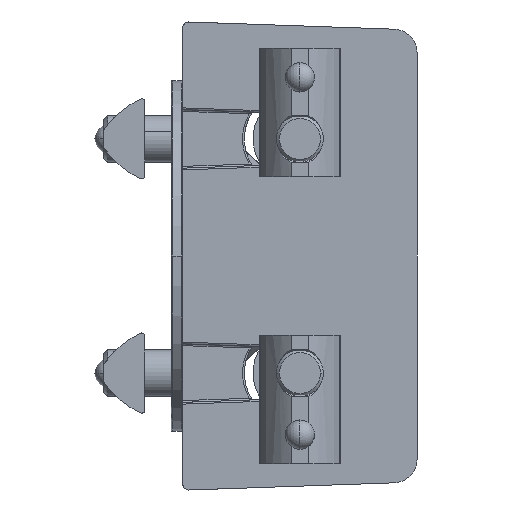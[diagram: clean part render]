
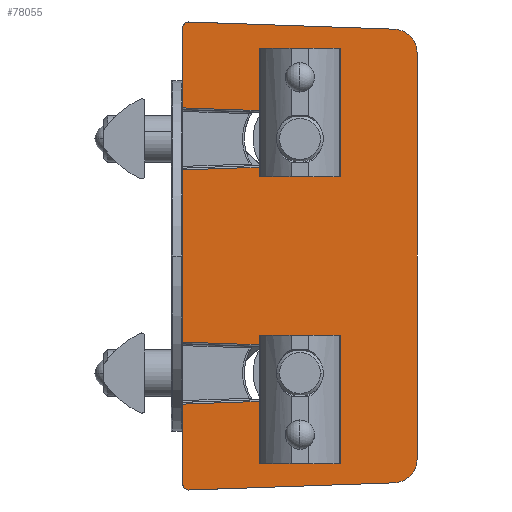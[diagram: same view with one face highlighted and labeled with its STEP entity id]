
A CAD part, front view. The second image highlights one B-rep face of the part: STEP entity #78055.
In plain terms, the highlighted planar face has unit normal (0, -1, 0).
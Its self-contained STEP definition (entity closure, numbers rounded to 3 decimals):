
#1480 = ORIENTED_EDGE ( 'NONE', *, *, #13945, .T. ) ;
#2456 = CIRCLE ( 'NONE', #51956, 1. ) ;
#2673 = ORIENTED_EDGE ( 'NONE', *, *, #94263, .T. ) ;
#2938 = CARTESIAN_POINT ( 'NONE',  ( -18.75, 0., 20. ) ) ;
#3009 = EDGE_CURVE ( 'NONE', #96277, #92272, #31284, .T. ) ;
#3021 = CARTESIAN_POINT ( 'NONE',  ( -3.86, 0., -38.738 ) ) ;
#4225 = CARTESIAN_POINT ( 'NONE',  ( 0.834, 0., 16.131 ) ) ;
#4257 = CARTESIAN_POINT ( 'NONE',  ( -40., 0., 38.964 ) ) ;
#4444 = VERTEX_POINT ( 'NONE', #93377 ) ;
#4556 = CARTESIAN_POINT ( 'NONE',  ( -40., 0., 40. ) ) ;
#4929 = ORIENTED_EDGE ( 'NONE', *, *, #37460, .T. ) ;
#6691 = CARTESIAN_POINT ( 'NONE',  ( 0., 0., 40. ) ) ;
#7642 = EDGE_CURVE ( 'NONE', #65294, #73931, #24767, .T. ) ;
#8077 = LINE ( 'NONE', #4556, #62035 ) ;
#8458 = ORIENTED_EDGE ( 'NONE', *, *, #51145, .T. ) ;
#8485 = DIRECTION ( 'NONE',  ( 0., -1., 0. ) ) ;
#8532 = CARTESIAN_POINT ( 'NONE',  ( -18.591, 0., 15.453 ) ) ;
#9049 = ORIENTED_EDGE ( 'NONE', *, *, #3009, .T. ) ;
#9157 = LINE ( 'NONE', #70339, #94673 ) ;
#10384 = CARTESIAN_POINT ( 'NONE',  ( -18.591, 0., -15.453 ) ) ;
#11017 = DIRECTION ( 'NONE',  ( -1., 0., 0. ) ) ;
#11321 = LINE ( 'NONE', #6691, #51501 ) ;
#11472 = VERTEX_POINT ( 'NONE', #34050 ) ;
#13945 = EDGE_CURVE ( 'NONE', #4444, #55694, #68061, .T. ) ;
#14640 = ORIENTED_EDGE ( 'NONE', *, *, #7642, .F. ) ;
#15423 = CARTESIAN_POINT ( 'NONE',  ( -4., 0., 34.74 ) ) ;
#16774 = CARTESIAN_POINT ( 'NONE',  ( -18.75, 0., -20. ) ) ;
#17198 = CARTESIAN_POINT ( 'NONE',  ( -39., 0., 38.964 ) ) ;
#18055 = DIRECTION ( 'NONE',  ( 0., 0., -1. ) ) ;
#19050 = EDGE_CURVE ( 'NONE', #48107, #73931, #102510, .T. ) ;
#20824 = DIRECTION ( 'NONE',  ( -0.999, 0., -0.035 ) ) ;
#22250 = DIRECTION ( 'NONE',  ( 0.999, 0., 0.035 ) ) ;
#23510 = DIRECTION ( 'NONE',  ( -1., 0., 0. ) ) ;
#24212 = VECTOR ( 'NONE', #75544, 1000. ) ;
#24767 = LINE ( 'NONE', #72398, #43580 ) ;
#24887 = DIRECTION ( 'NONE',  ( -1., 0., 0. ) ) ;
#25316 = DIRECTION ( 'NONE',  ( -1., 0., 0. ) ) ;
#25904 = VERTEX_POINT ( 'NONE', #83422 ) ;
#26061 = PLANE ( 'NONE',  #37480 ) ;
#28799 = VERTEX_POINT ( 'NONE', #31622 ) ;
#28826 = DIRECTION ( 'NONE',  ( 0., 0., -1. ) ) ;
#28954 = AXIS2_PLACEMENT_3D ( 'NONE', #92993, #44828, #101063 ) ;
#29497 = LINE ( 'NONE', #74222, #50795 ) ;
#31055 = ORIENTED_EDGE ( 'NONE', *, *, #37910, .T. ) ;
#31284 = CIRCLE ( 'NONE', #76456, 1. ) ;
#31622 = CARTESIAN_POINT ( 'NONE',  ( -40., 0., -14.705 ) ) ;
#31971 = FACE_OUTER_BOUND ( 'NONE', #93005, .T. ) ;
#32621 = DIRECTION ( 'NONE',  ( 0., -1., 0. ) ) ;
#34050 = CARTESIAN_POINT ( 'NONE',  ( -38.965, 0., -39.964 ) ) ;
#34134 = CARTESIAN_POINT ( 'NONE',  ( 0., 0., 40. ) ) ;
#34155 = CARTESIAN_POINT ( 'NONE',  ( -18.591, 0., -24.547 ) ) ;
#35119 = CARTESIAN_POINT ( 'NONE',  ( -40., 0., 14.705 ) ) ;
#36239 = DIRECTION ( 'NONE',  ( -0.999, 0., -0.035 ) ) ;
#37460 = EDGE_CURVE ( 'NONE', #65294, #96277, #2456, .T. ) ;
#37480 = AXIS2_PLACEMENT_3D ( 'NONE', #34134, #90326, #42168 ) ;
#37910 = EDGE_CURVE ( 'NONE', #60138, #70624, #79054, .T. ) ;
#38079 = VERTEX_POINT ( 'NONE', #3021 ) ;
#38473 = LINE ( 'NONE', #76991, #59781 ) ;
#39670 = ORIENTED_EDGE ( 'NONE', *, *, #51454, .T. ) ;
#42168 = DIRECTION ( 'NONE',  ( -1., 0., 0. ) ) ;
#43252 = CARTESIAN_POINT ( 'NONE',  ( -40., 0., 40. ) ) ;
#43580 = VECTOR ( 'NONE', #88575, 1000. ) ;
#44567 = CIRCLE ( 'NONE', #60948, 1. ) ;
#44828 = DIRECTION ( 'NONE',  ( 0., -1., 0. ) ) ;
#45558 = LINE ( 'NONE', #43252, #24212 ) ;
#45587 = CARTESIAN_POINT ( 'NONE',  ( -3.86, 0., 38.738 ) ) ;
#46784 = LINE ( 'NONE', #72079, #65613 ) ;
#48107 = VERTEX_POINT ( 'NONE', #50115 ) ;
#49212 = EDGE_CURVE ( 'NONE', #38079, #78976, #87470, .T. ) ;
#50055 = DIRECTION ( 'NONE',  ( 0.999, 0., -0.035 ) ) ;
#50115 = CARTESIAN_POINT ( 'NONE',  ( 0., 0., 34.74 ) ) ;
#50795 = VECTOR ( 'NONE', #18055, 1000. ) ;
#51145 = EDGE_CURVE ( 'NONE', #25904, #4444, #74566, .T. ) ;
#51454 = EDGE_CURVE ( 'NONE', #11472, #38079, #9157, .T. ) ;
#51501 = VECTOR ( 'NONE', #94894, 1000. ) ;
#51825 = EDGE_CURVE ( 'NONE', #53869, #84104, #45558, .T. ) ;
#51956 = AXIS2_PLACEMENT_3D ( 'NONE', #17198, #73384, #25316 ) ;
#52406 = VECTOR ( 'NONE', #36239, 1000. ) ;
#53869 = VERTEX_POINT ( 'NONE', #84147 ) ;
#55694 = VERTEX_POINT ( 'NONE', #8532 ) ;
#55698 = VECTOR ( 'NONE', #50055, 1000. ) ;
#56581 = CARTESIAN_POINT ( 'NONE',  ( -39., 0., -38.964 ) ) ;
#56903 = ORIENTED_EDGE ( 'NONE', *, *, #66423, .T. ) ;
#57402 = VERTEX_POINT ( 'NONE', #35119 ) ;
#59109 = DIRECTION ( 'NONE',  ( 0., 1., 0. ) ) ;
#59165 = CARTESIAN_POINT ( 'NONE',  ( -39., 0., 39.964 ) ) ;
#59657 = AXIS2_PLACEMENT_3D ( 'NONE', #15423, #71598, #23510 ) ;
#59781 = VECTOR ( 'NONE', #20824, 1000. ) ;
#60138 = VERTEX_POINT ( 'NONE', #10384 ) ;
#60948 = AXIS2_PLACEMENT_3D ( 'NONE', #56581, #8485, #64649 ) ;
#62035 = VECTOR ( 'NONE', #28826, 1000. ) ;
#63967 = DIRECTION ( 'NONE',  ( 0.999, 0., -0.035 ) ) ;
#64007 = ORIENTED_EDGE ( 'NONE', *, *, #103444, .F. ) ;
#64098 = AXIS2_PLACEMENT_3D ( 'NONE', #16774, #72957, #24887 ) ;
#64649 = DIRECTION ( 'NONE',  ( -1., 0., 0. ) ) ;
#65294 = VERTEX_POINT ( 'NONE', #82123 ) ;
#65613 = VECTOR ( 'NONE', #63967, 1000. ) ;
#65692 = ORIENTED_EDGE ( 'NONE', *, *, #78246, .T. ) ;
#66191 = CARTESIAN_POINT ( 'NONE',  ( -0.562, 0., 23.918 ) ) ;
#66423 = EDGE_CURVE ( 'NONE', #55694, #57402, #95203, .T. ) ;
#68061 = CIRCLE ( 'NONE', #78766, 4.55 ) ;
#70339 = CARTESIAN_POINT ( 'NONE',  ( -40., 0., -40. ) ) ;
#70624 = VERTEX_POINT ( 'NONE', #34155 ) ;
#71412 = ORIENTED_EDGE ( 'NONE', *, *, #101753, .T. ) ;
#71598 = DIRECTION ( 'NONE',  ( 0., -1., 0. ) ) ;
#72079 = CARTESIAN_POINT ( 'NONE',  ( -1.957, 0., -16.034 ) ) ;
#72398 = CARTESIAN_POINT ( 'NONE',  ( -40., 0., 40. ) ) ;
#72957 = DIRECTION ( 'NONE',  ( 0., 1., 0. ) ) ;
#73384 = DIRECTION ( 'NONE',  ( 0., -1., 0. ) ) ;
#73931 = VERTEX_POINT ( 'NONE', #45587 ) ;
#74222 = CARTESIAN_POINT ( 'NONE',  ( -40., 0., 40. ) ) ;
#74566 = LINE ( 'NONE', #66191, #55698 ) ;
#75544 = DIRECTION ( 'NONE',  ( 0., 0., -1. ) ) ;
#76456 = AXIS2_PLACEMENT_3D ( 'NONE', #80725, #32621, #88820 ) ;
#76991 = CARTESIAN_POINT ( 'NONE',  ( 2.229, 0., -23.82 ) ) ;
#77927 = EDGE_CURVE ( 'NONE', #84104, #11472, #44567, .T. ) ;
#78055 = ADVANCED_FACE ( 'NONE', ( #31971 ), #26061, .F. ) ;
#78246 = EDGE_CURVE ( 'NONE', #57402, #28799, #8077, .T. ) ;
#78490 = CARTESIAN_POINT ( 'NONE',  ( 0., 0., -34.74 ) ) ;
#78766 = AXIS2_PLACEMENT_3D ( 'NONE', #2938, #59109, #11017 ) ;
#78976 = VERTEX_POINT ( 'NONE', #78490 ) ;
#79054 = CIRCLE ( 'NONE', #64098, 4.55 ) ;
#79168 = EDGE_CURVE ( 'NONE', #92272, #25904, #29497, .T. ) ;
#80725 = CARTESIAN_POINT ( 'NONE',  ( -39., 0., 38.964 ) ) ;
#82123 = CARTESIAN_POINT ( 'NONE',  ( -38.965, 0., 39.964 ) ) ;
#83422 = CARTESIAN_POINT ( 'NONE',  ( -40., 0., 25.295 ) ) ;
#84104 = VERTEX_POINT ( 'NONE', #96459 ) ;
#84147 = CARTESIAN_POINT ( 'NONE',  ( -40., 0., -25.295 ) ) ;
#84372 = ORIENTED_EDGE ( 'NONE', *, *, #19050, .T. ) ;
#87470 = CIRCLE ( 'NONE', #28954, 4. ) ;
#88030 = ORIENTED_EDGE ( 'NONE', *, *, #51825, .T. ) ;
#88272 = ORIENTED_EDGE ( 'NONE', *, *, #79168, .T. ) ;
#88575 = DIRECTION ( 'NONE',  ( 0.999, 0., -0.035 ) ) ;
#88820 = DIRECTION ( 'NONE',  ( -1., 0., 0. ) ) ;
#89004 = ORIENTED_EDGE ( 'NONE', *, *, #49212, .T. ) ;
#90326 = DIRECTION ( 'NONE',  ( 0., 1., 0. ) ) ;
#92272 = VERTEX_POINT ( 'NONE', #4257 ) ;
#92993 = CARTESIAN_POINT ( 'NONE',  ( -4., 0., -34.74 ) ) ;
#93005 = EDGE_LOOP ( 'NONE', ( #14640, #4929, #9049, #88272, #8458, #1480, #56903, #65692, #71412, #31055, #2673, #88030, #99154, #39670, #89004, #64007, #84372 ) ) ;
#93377 = CARTESIAN_POINT ( 'NONE',  ( -18.591, 0., 24.547 ) ) ;
#94263 = EDGE_CURVE ( 'NONE', #70624, #53869, #38473, .T. ) ;
#94673 = VECTOR ( 'NONE', #22250, 1000. ) ;
#94894 = DIRECTION ( 'NONE',  ( 0., 0., -1. ) ) ;
#95203 = LINE ( 'NONE', #4225, #52406 ) ;
#96277 = VERTEX_POINT ( 'NONE', #59165 ) ;
#96459 = CARTESIAN_POINT ( 'NONE',  ( -40., 0., -38.964 ) ) ;
#99154 = ORIENTED_EDGE ( 'NONE', *, *, #77927, .T. ) ;
#101063 = DIRECTION ( 'NONE',  ( -1., 0., 0. ) ) ;
#101753 = EDGE_CURVE ( 'NONE', #28799, #60138, #46784, .T. ) ;
#102510 = CIRCLE ( 'NONE', #59657, 4. ) ;
#103444 = EDGE_CURVE ( 'NONE', #48107, #78976, #11321, .T. ) ;
